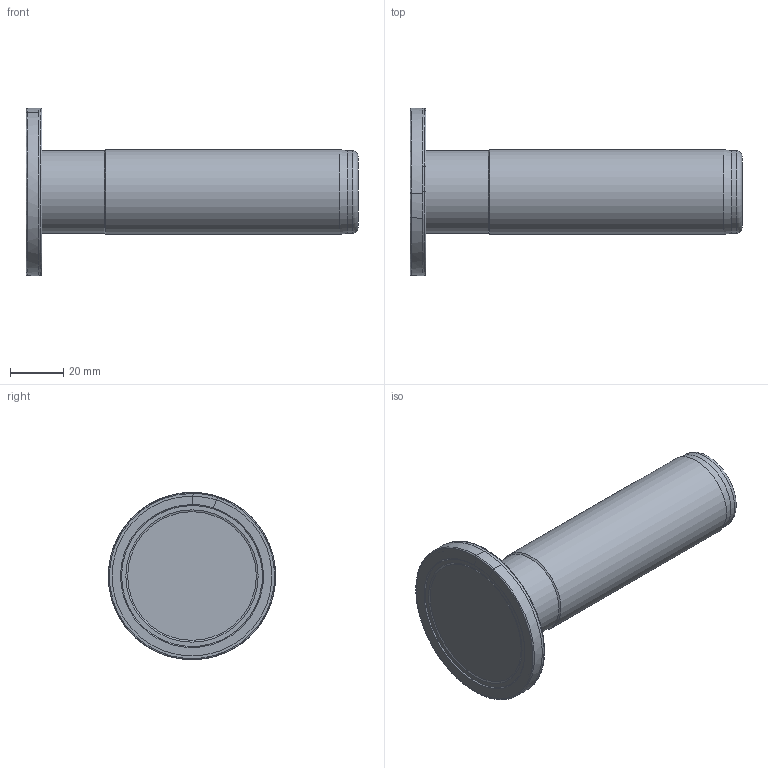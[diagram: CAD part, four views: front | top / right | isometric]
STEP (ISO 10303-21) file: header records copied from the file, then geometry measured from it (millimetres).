
FILE_DESCRIPTION(/* description */ (''),/* implementation_level */ '2;1');
FILE_NAME(/* name */ 'ATSM90-SPGT0502-D63x6-W32-L125-Z10.stp',/* time_stamp */ '2023-10-03T16:37:46+03:00',/* author */ (''),/* organization */ (''),/* preprocessor_version */ 'ST-DEVELOPER v19.4',/* originating_system */ 'SIEMENS PLM Software NX2306.5001',/* authorisation */ '');
FILE_SCHEMA (('AUTOMOTIVE_DESIGN { 1 0 10303 214 3 1 1 1 }'));
Length unit declared in the file: millimetre
Products named in the file (1): ATSM90-SPGT0502-D63x6-W32-L125-Z10-LIGHT_x_t_objects
Bounding box: 125 x 62.96 x 62.97 mm (x, y, z)
Volume: 114711.3 mm3; surface area: 22644.6 mm2
Topology: 2 solids, 2 shells, 38 faces, 74 edges, 41 vertices
Faces by surface type: bspline 18, plane 9, cone 4, cylinder 4, torus 3
Full cylindrical faces by diameter (mm): 31 x2, 32 x1, 61.8 x1
Entity records: 1156 total; most frequent: CARTESIAN_POINT 459, DIRECTION 138, ORIENTED_EDGE 126, AXIS2_PLACEMENT_3D 67, EDGE_CURVE 63, EDGE_LOOP 52, VERTEX_POINT 41, ADVANCED_FACE 38
